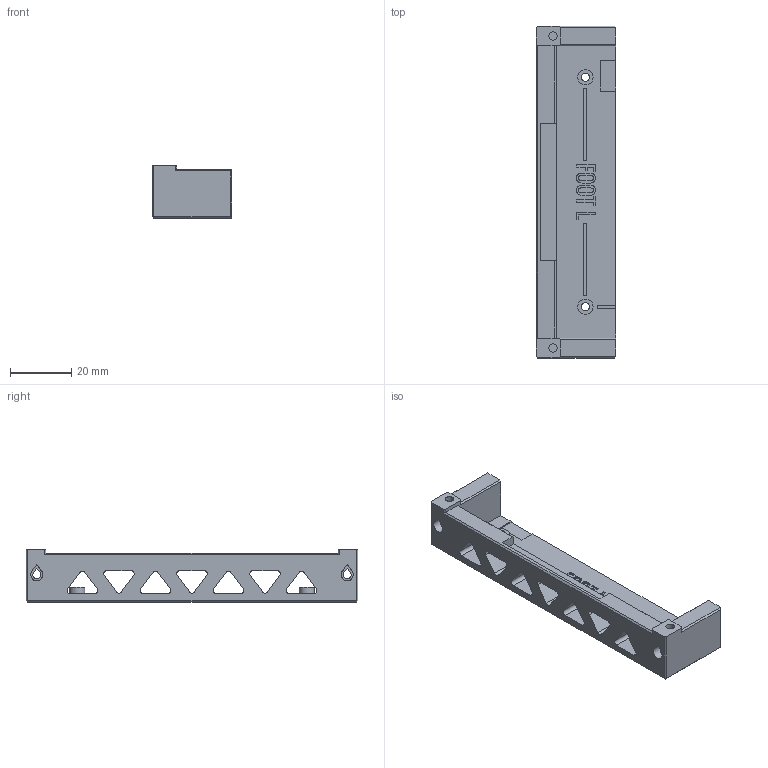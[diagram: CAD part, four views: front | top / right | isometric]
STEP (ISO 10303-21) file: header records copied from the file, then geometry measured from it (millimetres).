
FILE_DESCRIPTION(('HOOPS Exchange Step'),'2;1');
FILE_NAME('temp_export','2024-07-11T01:11:43-16:00',('13271'),('Shapr3D Limited'),'HOOPS Exchange 2024.2','Shapr3D','Authorized');
FILE_SCHEMA( ('AUTOMOTIVE_DESIGN { 1 0 10303 214 1 1 1 1 }') );
Length unit declared in the file: millimetre
Products named in the file (1): inner_case_left
Bounding box: 25.96 x 108.49 x 17.2 mm (x, y, z)
Volume: 15437.1 mm3; surface area: 12223.8 mm2
Topology: 1 solids, 1 shells, 201 faces, 550 edges, 364 vertices
Faces by surface type: plane 141, cylinder 45, bspline 15
Full cylindrical faces by diameter (mm): 2.7 x4, 4 x2, 5 x2
Entity records: 7652 total; most frequent: CARTESIAN_POINT 2487, ORIENTED_EDGE 1100, DIRECTION 991, EDGE_CURVE 550, VECTOR 409, LINE 409, VERTEX_POINT 364, AXIS2_PLACEMENT_3D 291
